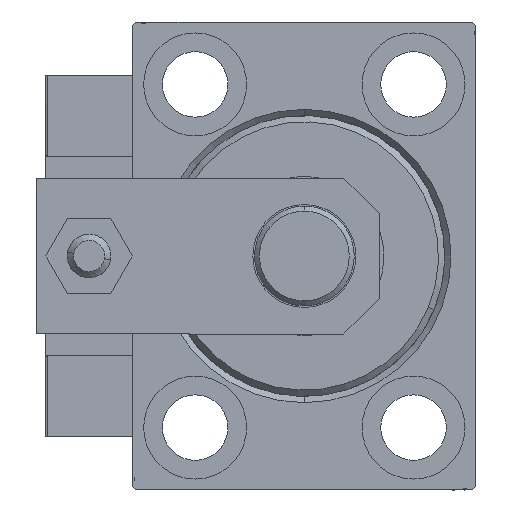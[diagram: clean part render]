
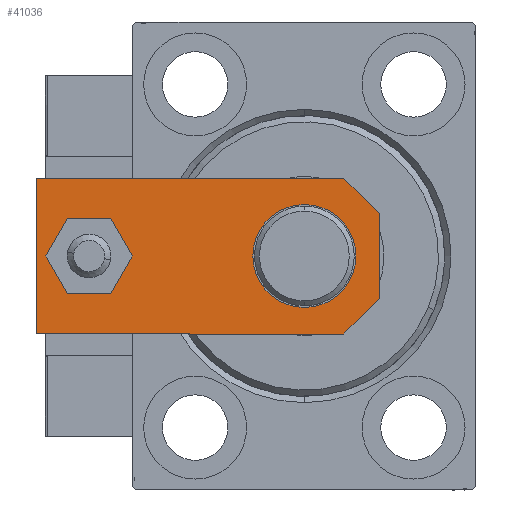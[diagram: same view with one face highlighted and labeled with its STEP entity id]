
A CAD part, left-side view. The second image highlights one B-rep face of the part: STEP entity #41036.
In plain terms, the highlighted face is planar.
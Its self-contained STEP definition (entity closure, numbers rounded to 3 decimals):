
#309 = AXIS2_PLACEMENT_3D ( 'NONE', #16801, #4509, #24760 ) ;
#673 = ORIENTED_EDGE ( 'NONE', *, *, #34543, .F. ) ;
#1569 = CARTESIAN_POINT ( 'NONE',  ( -6.84, 0., 6. ) ) ;
#2061 = CARTESIAN_POINT ( 'NONE',  ( -12.5, 0., 6. ) ) ;
#3266 = VERTEX_POINT ( 'NONE', #1569 ) ;
#3589 = FACE_BOUND ( 'NONE', #42677, .T. ) ;
#3736 = EDGE_LOOP ( 'NONE', ( #673, #43004 ) ) ;
#4106 = DIRECTION ( 'NONE',  ( 1., 0., 0. ) ) ;
#4200 = DIRECTION ( 'NONE',  ( 0.707, -0.707, 0. ) ) ;
#4363 = CARTESIAN_POINT ( 'NONE',  ( 0., 0., 6. ) ) ;
#4509 = DIRECTION ( 'NONE',  ( 0., 0., 1. ) ) ;
#4621 = DIRECTION ( 'NONE',  ( 0., 0., 1. ) ) ;
#5288 = ORIENTED_EDGE ( 'NONE', *, *, #9006, .T. ) ;
#5640 = EDGE_CURVE ( 'NONE', #48608, #16147, #18329, .T. ) ;
#6131 = CARTESIAN_POINT ( 'NONE',  ( 12.5, 5.66, 6. ) ) ;
#7181 = ORIENTED_EDGE ( 'NONE', *, *, #40545, .T. ) ;
#8098 = CARTESIAN_POINT ( 'NONE',  ( -12.5, 55., 6. ) ) ;
#8497 = DIRECTION ( 'NONE',  ( 1., 0., 0. ) ) ;
#8724 = CARTESIAN_POINT ( 'NONE',  ( 6.84, 0., 6. ) ) ;
#9006 = EDGE_CURVE ( 'NONE', #17166, #15723, #26296, .T. ) ;
#9449 = EDGE_CURVE ( 'NONE', #15723, #40651, #19555, .T. ) ;
#10411 = ORIENTED_EDGE ( 'NONE', *, *, #50616, .T. ) ;
#10529 = ORIENTED_EDGE ( 'NONE', *, *, #24418, .F. ) ;
#11341 = CARTESIAN_POINT ( 'NONE',  ( 12.5, 0., 6. ) ) ;
#12079 = FACE_BOUND ( 'NONE', #3736, .T. ) ;
#12622 = VECTOR ( 'NONE', #31716, 1000. ) ;
#12850 = CARTESIAN_POINT ( 'NONE',  ( 0., 46.5, 6. ) ) ;
#12865 = CARTESIAN_POINT ( 'NONE',  ( 0., 46.5, 6. ) ) ;
#14444 = VERTEX_POINT ( 'NONE', #32031 ) ;
#14518 = ORIENTED_EDGE ( 'NONE', *, *, #35444, .T. ) ;
#14755 = CARTESIAN_POINT ( 'NONE',  ( 3.42, -3.42, 6. ) ) ;
#14991 = CARTESIAN_POINT ( 'NONE',  ( 12.5, 55., 6. ) ) ;
#15723 = VERTEX_POINT ( 'NONE', #6131 ) ;
#15873 = DIRECTION ( 'NONE',  ( 0., 0., 1. ) ) ;
#16147 = VERTEX_POINT ( 'NONE', #30899 ) ;
#16801 = CARTESIAN_POINT ( 'NONE',  ( 0., 12., 6. ) ) ;
#17166 = VERTEX_POINT ( 'NONE', #8724 ) ;
#17566 = VERTEX_POINT ( 'NONE', #18043 ) ;
#18043 = CARTESIAN_POINT ( 'NONE',  ( -4., 46.5, 6. ) ) ;
#18329 = CIRCLE ( 'NONE', #309, 8.25 ) ;
#19080 = DIRECTION ( 'NONE',  ( -1., 0., 0. ) ) ;
#19555 = LINE ( 'NONE', #11341, #24696 ) ;
#20627 = CARTESIAN_POINT ( 'NONE',  ( 4., 46.5, 6. ) ) ;
#23869 = CARTESIAN_POINT ( 'NONE',  ( -12.5, 5.66, 6. ) ) ;
#24261 = AXIS2_PLACEMENT_3D ( 'NONE', #12850, #28007, #8497 ) ;
#24418 = EDGE_CURVE ( 'NONE', #49198, #17566, #25886, .T. ) ;
#24696 = VECTOR ( 'NONE', #34713, 1000. ) ;
#24760 = DIRECTION ( 'NONE',  ( 1., 0., 0. ) ) ;
#25279 = EDGE_LOOP ( 'NONE', ( #7181, #14518, #10411, #5288, #26308, #41993 ) ) ;
#25397 = LINE ( 'NONE', #39391, #33650 ) ;
#25757 = AXIS2_PLACEMENT_3D ( 'NONE', #4363, #4621, #4106 ) ;
#25886 = CIRCLE ( 'NONE', #24261, 4. ) ;
#25904 = CARTESIAN_POINT ( 'NONE',  ( 0., 12., 6. ) ) ;
#25938 = DIRECTION ( 'NONE',  ( 1., 0., 0. ) ) ;
#26183 = VECTOR ( 'NONE', #19080, 1000. ) ;
#26296 = LINE ( 'NONE', #14755, #43883 ) ;
#26308 = ORIENTED_EDGE ( 'NONE', *, *, #9449, .T. ) ;
#27059 = DIRECTION ( 'NONE',  ( 0., 0., 1. ) ) ;
#27692 = DIRECTION ( 'NONE',  ( 1., 0., 0. ) ) ;
#27884 = CIRCLE ( 'NONE', #45074, 8.25 ) ;
#28007 = DIRECTION ( 'NONE',  ( 0., 0., 1. ) ) ;
#28776 = CARTESIAN_POINT ( 'NONE',  ( 8.25, 12., 6. ) ) ;
#29546 = EDGE_CURVE ( 'NONE', #17566, #49198, #31847, .T. ) ;
#29776 = LINE ( 'NONE', #2061, #33355 ) ;
#30899 = CARTESIAN_POINT ( 'NONE',  ( -8.25, 12., 6. ) ) ;
#31716 = DIRECTION ( 'NONE',  ( 0., -1., 0. ) ) ;
#31847 = CIRCLE ( 'NONE', #40059, 4. ) ;
#32031 = CARTESIAN_POINT ( 'NONE',  ( -12.5, 55., 6. ) ) ;
#33054 = EDGE_CURVE ( 'NONE', #40651, #14444, #50144, .T. ) ;
#33355 = VECTOR ( 'NONE', #25938, 1000. ) ;
#33650 = VECTOR ( 'NONE', #4200, 1000. ) ;
#34350 = ORIENTED_EDGE ( 'NONE', *, *, #29546, .F. ) ;
#34543 = EDGE_CURVE ( 'NONE', #16147, #48608, #27884, .T. ) ;
#34713 = DIRECTION ( 'NONE',  ( 0., 1., 0. ) ) ;
#35444 = EDGE_CURVE ( 'NONE', #46375, #3266, #25397, .T. ) ;
#36478 = DIRECTION ( 'NONE',  ( 1., 0., 0. ) ) ;
#39297 = FACE_OUTER_BOUND ( 'NONE', #25279, .T. ) ;
#39391 = CARTESIAN_POINT ( 'NONE',  ( -3.42, -3.42, 6. ) ) ;
#39545 = PLANE ( 'NONE',  #25757 ) ;
#40059 = AXIS2_PLACEMENT_3D ( 'NONE', #12865, #27059, #36478 ) ;
#40545 = EDGE_CURVE ( 'NONE', #14444, #46375, #42999, .T. ) ;
#40651 = VERTEX_POINT ( 'NONE', #43265 ) ;
#41036 = ADVANCED_FACE ( 'NONE', ( #3589, #39297, #12079 ), #39545, .T. ) ;
#41960 = DIRECTION ( 'NONE',  ( 0.707, 0.707, 0. ) ) ;
#41993 = ORIENTED_EDGE ( 'NONE', *, *, #33054, .T. ) ;
#42677 = EDGE_LOOP ( 'NONE', ( #34350, #10529 ) ) ;
#42999 = LINE ( 'NONE', #8098, #12622 ) ;
#43004 = ORIENTED_EDGE ( 'NONE', *, *, #5640, .F. ) ;
#43265 = CARTESIAN_POINT ( 'NONE',  ( 12.5, 55., 6. ) ) ;
#43883 = VECTOR ( 'NONE', #41960, 1000. ) ;
#45074 = AXIS2_PLACEMENT_3D ( 'NONE', #25904, #15873, #27692 ) ;
#46375 = VERTEX_POINT ( 'NONE', #23869 ) ;
#48608 = VERTEX_POINT ( 'NONE', #28776 ) ;
#49198 = VERTEX_POINT ( 'NONE', #20627 ) ;
#50144 = LINE ( 'NONE', #14991, #26183 ) ;
#50616 = EDGE_CURVE ( 'NONE', #3266, #17166, #29776, .T. ) ;
